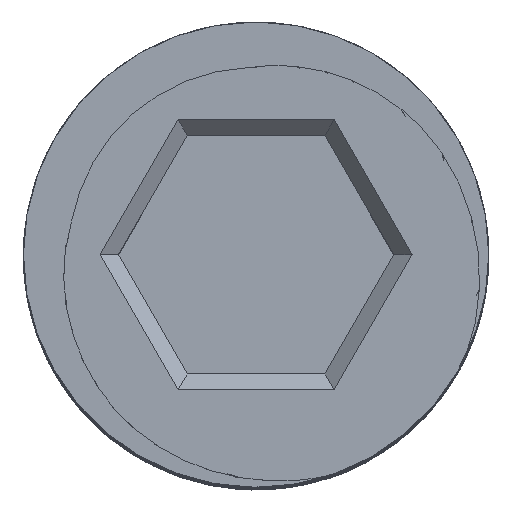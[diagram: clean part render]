
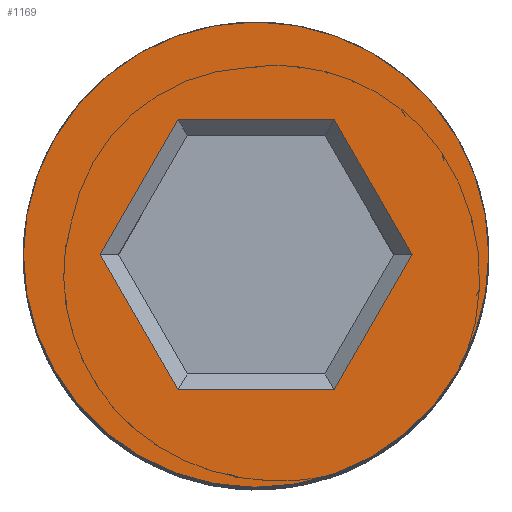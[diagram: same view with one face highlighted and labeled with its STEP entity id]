
A CAD part, top view. The second image highlights one B-rep face of the part: STEP entity #1169.
In plain terms, the highlighted planar face has unit normal (0, 0, 1).
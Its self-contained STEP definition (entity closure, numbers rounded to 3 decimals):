
#143 = LINE ( 'NONE', #6258, #4916 ) ;
#181 = PLANE ( 'NONE',  #2538 ) ;
#755 = VERTEX_POINT ( 'NONE', #2999 ) ;
#782 = CARTESIAN_POINT ( 'NONE',  ( 0., 0., 0. ) ) ;
#823 = ORIENTED_EDGE ( 'NONE', *, *, #2873, .F. ) ;
#1038 = VECTOR ( 'NONE', #3500, 1000. ) ;
#1169 = ADVANCED_FACE ( 'NONE', ( #6086, #3317 ), #181, .T. ) ;
#1210 = CARTESIAN_POINT ( 'NONE',  ( 0., 0., 0. ) ) ;
#1249 = DIRECTION ( 'NONE',  ( 1., 0., 0. ) ) ;
#1283 = DIRECTION ( 'NONE',  ( 0.5, -0.866, 0. ) ) ;
#1462 = CARTESIAN_POINT ( 'NONE',  ( -0.217, 0.85, 0. ) ) ;
#1720 = LINE ( 'NONE', #4319, #3980 ) ;
#1784 = DIRECTION ( 'NONE',  ( 0., 0., 1. ) ) ;
#1849 = DIRECTION ( 'NONE',  ( 1., 0., 0. ) ) ;
#1900 = EDGE_CURVE ( 'NONE', #2289, #2571, #4780, .T. ) ;
#2226 = VERTEX_POINT ( 'NONE', #2827 ) ;
#2287 = CARTESIAN_POINT ( 'NONE',  ( 0.491, 0.85, 0. ) ) ;
#2289 = VERTEX_POINT ( 'NONE', #3575 ) ;
#2509 = CARTESIAN_POINT ( 'NONE',  ( -0.491, -0.85, 0. ) ) ;
#2538 = AXIS2_PLACEMENT_3D ( 'NONE', #1210, #2674, #4713 ) ;
#2571 = VERTEX_POINT ( 'NONE', #3433 ) ;
#2621 = ORIENTED_EDGE ( 'NONE', *, *, #3549, .F. ) ;
#2674 = DIRECTION ( 'NONE',  ( 0., 0., 1. ) ) ;
#2753 = AXIS2_PLACEMENT_3D ( 'NONE', #5890, #6264, #3824 ) ;
#2761 = EDGE_CURVE ( 'NONE', #4663, #5198, #1720, .T. ) ;
#2827 = CARTESIAN_POINT ( 'NONE',  ( 0.491, -0.85, 0. ) ) ;
#2873 = EDGE_CURVE ( 'NONE', #5198, #2226, #5925, .T. ) ;
#2916 = VERTEX_POINT ( 'NONE', #2287 ) ;
#2999 = CARTESIAN_POINT ( 'NONE',  ( 0.981, 0., 0. ) ) ;
#3081 = ORIENTED_EDGE ( 'NONE', *, *, #5171, .F. ) ;
#3317 = FACE_OUTER_BOUND ( 'NONE', #4297, .T. ) ;
#3433 = CARTESIAN_POINT ( 'NONE',  ( 1.464, 0., 0. ) ) ;
#3500 = DIRECTION ( 'NONE',  ( -1., 0., 0. ) ) ;
#3549 = EDGE_CURVE ( 'NONE', #755, #2916, #6186, .T. ) ;
#3575 = CARTESIAN_POINT ( 'NONE',  ( -1.464, 0., 0. ) ) ;
#3660 = VECTOR ( 'NONE', #1249, 1000. ) ;
#3720 = DIRECTION ( 'NONE',  ( 0.5, 0.866, 0. ) ) ;
#3782 = EDGE_CURVE ( 'NONE', #2916, #3939, #6035, .T. ) ;
#3824 = DIRECTION ( 'NONE',  ( 1., 0., 0. ) ) ;
#3939 = VERTEX_POINT ( 'NONE', #5097 ) ;
#3980 = VECTOR ( 'NONE', #1283, 1000. ) ;
#4058 = DIRECTION ( 'NONE',  ( -0.5, -0.866, 0. ) ) ;
#4070 = VECTOR ( 'NONE', #4058, 1000. ) ;
#4253 = ORIENTED_EDGE ( 'NONE', *, *, #2761, .F. ) ;
#4297 = EDGE_LOOP ( 'NONE', ( #4455, #4935 ) ) ;
#4319 = CARTESIAN_POINT ( 'NONE',  ( -0.628, -0.612, 0. ) ) ;
#4455 = ORIENTED_EDGE ( 'NONE', *, *, #6107, .T. ) ;
#4663 = VERTEX_POINT ( 'NONE', #5398 ) ;
#4713 = DIRECTION ( 'NONE',  ( 1., 0., 0. ) ) ;
#4780 = CIRCLE ( 'NONE', #2753, 1.464 ) ;
#4916 = VECTOR ( 'NONE', #3720, 1000. ) ;
#4935 = ORIENTED_EDGE ( 'NONE', *, *, #1900, .T. ) ;
#5097 = CARTESIAN_POINT ( 'NONE',  ( -0.491, 0.85, 0. ) ) ;
#5171 = EDGE_CURVE ( 'NONE', #3939, #4663, #5554, .T. ) ;
#5198 = VERTEX_POINT ( 'NONE', #2509 ) ;
#5296 = ORIENTED_EDGE ( 'NONE', *, *, #5377, .F. ) ;
#5358 = CARTESIAN_POINT ( 'NONE',  ( 0.217, -0.85, 0. ) ) ;
#5377 = EDGE_CURVE ( 'NONE', #2226, #755, #143, .T. ) ;
#5398 = CARTESIAN_POINT ( 'NONE',  ( -0.981, 0., 0. ) ) ;
#5417 = CIRCLE ( 'NONE', #5737, 1.464 ) ;
#5554 = LINE ( 'NONE', #6193, #4070 ) ;
#5710 = CARTESIAN_POINT ( 'NONE',  ( 0.628, 0.612, 0. ) ) ;
#5711 = EDGE_LOOP ( 'NONE', ( #2621, #5296, #823, #4253, #3081, #6448 ) ) ;
#5737 = AXIS2_PLACEMENT_3D ( 'NONE', #782, #1784, #1849 ) ;
#5743 = DIRECTION ( 'NONE',  ( -0.5, 0.866, 0. ) ) ;
#5890 = CARTESIAN_POINT ( 'NONE',  ( 0., 0., 0. ) ) ;
#5925 = LINE ( 'NONE', #5358, #3660 ) ;
#6035 = LINE ( 'NONE', #1462, #1038 ) ;
#6086 = FACE_BOUND ( 'NONE', #5711, .T. ) ;
#6107 = EDGE_CURVE ( 'NONE', #2571, #2289, #5417, .T. ) ;
#6113 = VECTOR ( 'NONE', #5743, 1000. ) ;
#6186 = LINE ( 'NONE', #5710, #6113 ) ;
#6193 = CARTESIAN_POINT ( 'NONE',  ( -0.844, 0.237, 0. ) ) ;
#6258 = CARTESIAN_POINT ( 'NONE',  ( 0.844, -0.237, 0. ) ) ;
#6264 = DIRECTION ( 'NONE',  ( 0., 0., 1. ) ) ;
#6448 = ORIENTED_EDGE ( 'NONE', *, *, #3782, .F. ) ;
